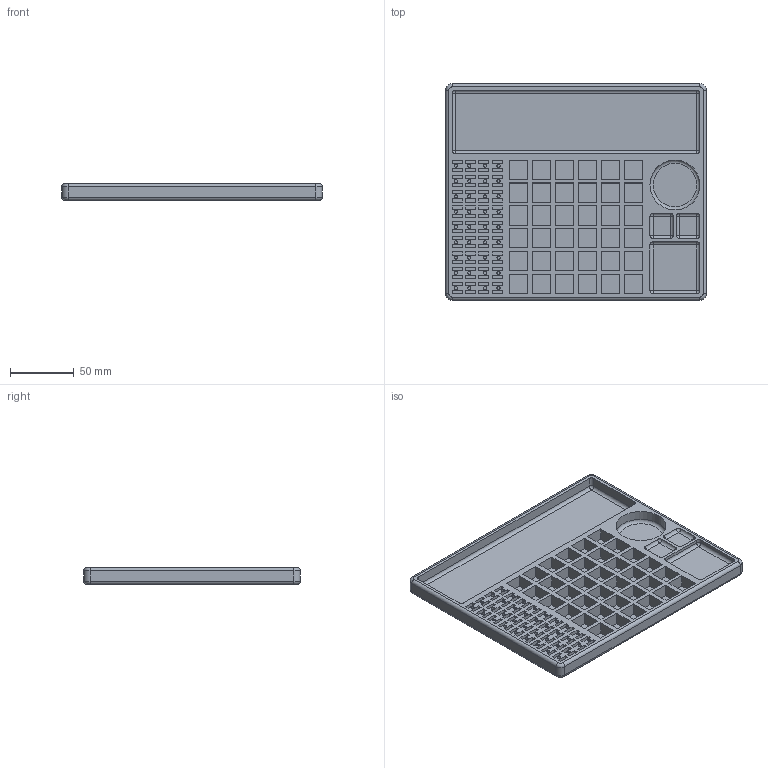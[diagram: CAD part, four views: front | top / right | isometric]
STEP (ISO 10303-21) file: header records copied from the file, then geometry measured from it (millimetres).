
FILE_DESCRIPTION(('HOOPS Exchange Step'),'2;1');
FILE_NAME('temp_export','2024-01-22T12:38:09-05:00',('jscotto'),('Shapr3D Limited'),'HOOPS Exchange 2023.2','Shapr3D','Authorized');
FILE_SCHEMA( ('AUTOMOTIVE_DESIGN { 1 0 10303 214 1 1 1 1 }') );
Length unit declared in the file: millimetre
Products named in the file (1): root
Bounding box: 204.85 x 170.25 x 13 mm (x, y, z)
Volume: 238122 mm3; surface area: 123288.2 mm2
Topology: 1 solids, 1 shells, 693 faces, 1631 edges, 1073 vertices
Faces by surface type: plane 595, cylinder 73, sphere 16, torus 9
Full cylindrical faces by diameter (mm): 2.5 x36, 39.25 x1
Entity records: 19527 total; most frequent: CARTESIAN_POINT 3382, ORIENTED_EDGE 3230, DIRECTION 3205, EDGE_CURVE 1615, VECTOR 1413, LINE 1413, VERTEX_POINT 1073, AXIS2_PLACEMENT_3D 896
